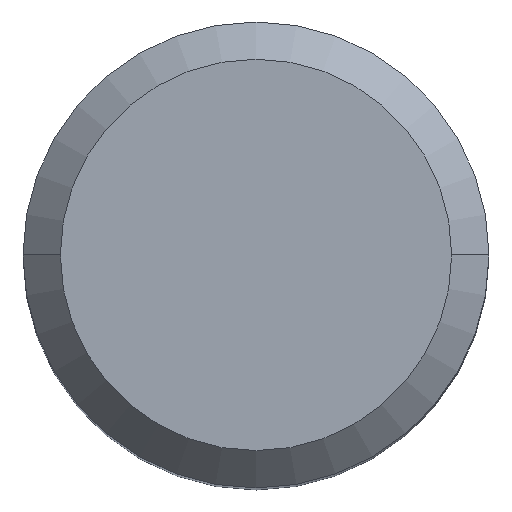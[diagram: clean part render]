
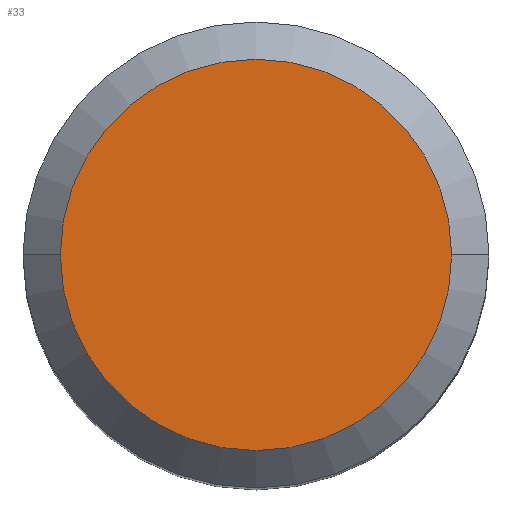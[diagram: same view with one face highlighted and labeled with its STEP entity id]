
A CAD part, top view. The second image highlights one B-rep face of the part: STEP entity #33.
In plain terms, the highlighted planar face has unit normal (0, 0, 1).
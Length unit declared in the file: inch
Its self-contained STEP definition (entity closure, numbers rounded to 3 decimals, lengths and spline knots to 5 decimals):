
#33 = ADVANCED_FACE ( 'NONE', ( #648 ), #816, .T. ) ;
#132 = CARTESIAN_POINT ( 'NONE',  ( -0.07875, 0., 2. ) ) ;
#177 = AXIS2_PLACEMENT_3D ( 'NONE', #457, #199, #605 ) ;
#192 = VERTEX_POINT ( 'NONE', #358 ) ;
#199 = DIRECTION ( 'NONE',  ( 0., 0., 1. ) ) ;
#242 = CIRCLE ( 'NONE', #177, 0.07875 ) ;
#278 = DIRECTION ( 'NONE',  ( 1., 0., 0. ) ) ;
#335 = EDGE_LOOP ( 'NONE', ( #491, #921 ) ) ;
#358 = CARTESIAN_POINT ( 'NONE',  ( 0.07875, 0., 2. ) ) ;
#407 = AXIS2_PLACEMENT_3D ( 'NONE', #438, #838, #278 ) ;
#410 = CARTESIAN_POINT ( 'NONE',  ( 0., 0., 2. ) ) ;
#438 = CARTESIAN_POINT ( 'NONE',  ( 0., 0., 2. ) ) ;
#457 = CARTESIAN_POINT ( 'NONE',  ( 0., 0., 2. ) ) ;
#475 = DIRECTION ( 'NONE',  ( 0., 0., 1. ) ) ;
#491 = ORIENTED_EDGE ( 'NONE', *, *, #865, .T. ) ;
#584 = AXIS2_PLACEMENT_3D ( 'NONE', #410, #475, #952 ) ;
#605 = DIRECTION ( 'NONE',  ( 1., 0., 0. ) ) ;
#648 = FACE_OUTER_BOUND ( 'NONE', #335, .T. ) ;
#728 = CIRCLE ( 'NONE', #407, 0.07875 ) ;
#816 = PLANE ( 'NONE',  #584 ) ;
#838 = DIRECTION ( 'NONE',  ( 0., 0., 1. ) ) ;
#865 = EDGE_CURVE ( 'NONE', #1000, #192, #242, .T. ) ;
#921 = ORIENTED_EDGE ( 'NONE', *, *, #963, .T. ) ;
#952 = DIRECTION ( 'NONE',  ( 1., 0., 0. ) ) ;
#963 = EDGE_CURVE ( 'NONE', #192, #1000, #728, .T. ) ;
#1000 = VERTEX_POINT ( 'NONE', #132 ) ;
